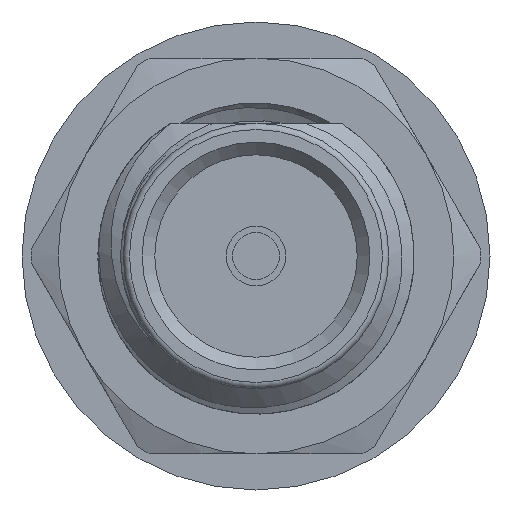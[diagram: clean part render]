
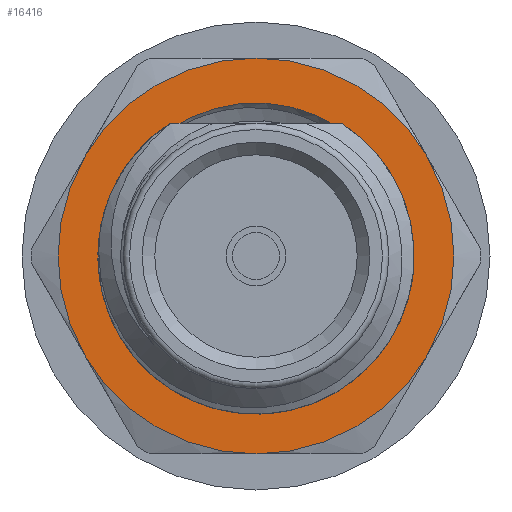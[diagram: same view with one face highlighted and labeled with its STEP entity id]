
A CAD part, left-side view. The second image highlights one B-rep face of the part: STEP entity #16416.
In plain terms, the highlighted planar face has unit normal (-1, 0, 0).
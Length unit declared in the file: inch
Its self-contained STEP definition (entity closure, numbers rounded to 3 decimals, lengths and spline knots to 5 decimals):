
#107 = CIRCLE ( 'NONE', #7736, 0.125 ) ;
#149 = AXIS2_PLACEMENT_3D ( 'NONE', #4463, #2747, #24794 ) ;
#167 = EDGE_CURVE ( 'NONE', #1255, #4167, #5105, .T. ) ;
#540 = AXIS2_PLACEMENT_3D ( 'NONE', #10512, #12242, #24456 ) ;
#796 = VERTEX_POINT ( 'NONE', #25571 ) ;
#1255 = VERTEX_POINT ( 'NONE', #9175 ) ;
#1372 = DIRECTION ( 'NONE',  ( 1., 0., 0. ) ) ;
#1402 = CARTESIAN_POINT ( 'NONE',  ( 0.23839, 0., 0. ) ) ;
#1646 = CARTESIAN_POINT ( 'NONE',  ( 0.23839, 0.02173, -0.12095 ) ) ;
#1701 = EDGE_LOOP ( 'NONE', ( #25195, #11201, #14018, #5414, #25266, #22712 ) ) ;
#1816 = CARTESIAN_POINT ( 'NONE',  ( 0.23839, -0.13553, 0.07825 ) ) ;
#2168 = DIRECTION ( 'NONE',  ( -1., 0., 0. ) ) ;
#2233 = EDGE_CURVE ( 'NONE', #25666, #10079, #12542, .T. ) ;
#2547 = DIRECTION ( 'NONE',  ( 1., 0., 0. ) ) ;
#2574 = VERTEX_POINT ( 'NONE', #5733 ) ;
#2747 = DIRECTION ( 'NONE',  ( -1., 0., 0. ) ) ;
#3497 = CARTESIAN_POINT ( 'NONE',  ( 0.23839, 0.00039, -0.12102 ) ) ;
#3691 = CARTESIAN_POINT ( 'NONE',  ( 0.23839, 0.11671, 0.032 ) ) ;
#4167 = VERTEX_POINT ( 'NONE', #3691 ) ;
#4463 = CARTESIAN_POINT ( 'NONE',  ( 0.23839, 0., 0. ) ) ;
#4470 = CIRCLE ( 'NONE', #7455, 0.1565 ) ;
#4843 = CARTESIAN_POINT ( 'NONE',  ( 0.23839, 0., 0. ) ) ;
#5105 = B_SPLINE_CURVE_WITH_KNOTS ( 'NONE', 3,
 ( #18908, #13077, #22891, #25019, #6816, #23159 ),
 .UNSPECIFIED., .F., .F.,
 ( 4, 2, 4 ),
 ( 0., 0.5, 1. ),
 .UNSPECIFIED. ) ;
#5414 = ORIENTED_EDGE ( 'NONE', *, *, #13846, .T. ) ;
#5733 = CARTESIAN_POINT ( 'NONE',  ( 0.23839, 0., 0.1565 ) ) ;
#6036 = CIRCLE ( 'NONE', #540, 0.1565 ) ;
#6268 = VERTEX_POINT ( 'NONE', #12169 ) ;
#6515 = AXIS2_PLACEMENT_3D ( 'NONE', #23936, #1372, #15444 ) ;
#6816 = CARTESIAN_POINT ( 'NONE',  ( 0.23839, 0.12034, 0.02147 ) ) ;
#6836 = DIRECTION ( 'NONE',  ( 1., 0., 0. ) ) ;
#7068 = DIRECTION ( 'NONE',  ( 0., -0.5, 0.866 ) ) ;
#7103 = DIRECTION ( 'NONE',  ( -1., 0., 0. ) ) ;
#7335 = DIRECTION ( 'NONE',  ( 1., 0., 0. ) ) ;
#7455 = AXIS2_PLACEMENT_3D ( 'NONE', #1402, #25570, #21574 ) ;
#7484 = CARTESIAN_POINT ( 'NONE',  ( 0.23839, 0.0625, -0.10825 ) ) ;
#7736 = AXIS2_PLACEMENT_3D ( 'NONE', #4843, #6836, #12964 ) ;
#7818 = CIRCLE ( 'NONE', #25646, 0.1565 ) ;
#8156 = B_SPLINE_CURVE_WITH_KNOTS ( 'NONE', 3,
 ( #3497, #12000, #1646, #15850, #11601, #7484 ),
 .UNSPECIFIED., .F., .F.,
 ( 4, 2, 4 ),
 ( 0., 0.5, 1. ),
 .UNSPECIFIED. ) ;
#8268 = VERTEX_POINT ( 'NONE', #11423 ) ;
#8735 = EDGE_CURVE ( 'NONE', #20677, #1255, #107, .T. ) ;
#9175 = CARTESIAN_POINT ( 'NONE',  ( 0.23839, 0.12044, -0.03345 ) ) ;
#9985 = PLANE ( 'NONE',  #6515 ) ;
#10079 = VERTEX_POINT ( 'NONE', #15596 ) ;
#10118 = EDGE_CURVE ( 'NONE', #8268, #20677, #8156, .T. ) ;
#10383 = AXIS2_PLACEMENT_3D ( 'NONE', #22726, #2547, #23349 ) ;
#10512 = CARTESIAN_POINT ( 'NONE',  ( 0.23839, 0., 0. ) ) ;
#10831 = EDGE_CURVE ( 'NONE', #796, #14838, #6036, .T. ) ;
#11201 = ORIENTED_EDGE ( 'NONE', *, *, #15073, .T. ) ;
#11423 = CARTESIAN_POINT ( 'NONE',  ( 0.23839, 0.00039, -0.12102 ) ) ;
#11587 = AXIS2_PLACEMENT_3D ( 'NONE', #20476, #2168, #12006 ) ;
#11601 = CARTESIAN_POINT ( 'NONE',  ( 0.23839, 0.05288, -0.11312 ) ) ;
#12000 = CARTESIAN_POINT ( 'NONE',  ( 0.23839, 0.01111, -0.12169 ) ) ;
#12006 = DIRECTION ( 'NONE',  ( 0., -0.5, 0.866 ) ) ;
#12169 = CARTESIAN_POINT ( 'NONE',  ( 0.23839, 0., -0.1565 ) ) ;
#12242 = DIRECTION ( 'NONE',  ( -1., 0., 0. ) ) ;
#12542 = CIRCLE ( 'NONE', #13814, 0.1565 ) ;
#12964 = DIRECTION ( 'NONE',  ( 0., -0.5, 0.866 ) ) ;
#13077 = CARTESIAN_POINT ( 'NONE',  ( 0.23839, 0.12274, -0.02259 ) ) ;
#13704 = CIRCLE ( 'NONE', #11587, 0.1565 ) ;
#13814 = AXIS2_PLACEMENT_3D ( 'NONE', #17431, #7335, #7068 ) ;
#13846 = EDGE_CURVE ( 'NONE', #14838, #6268, #13704, .T. ) ;
#14018 = ORIENTED_EDGE ( 'NONE', *, *, #10831, .T. ) ;
#14617 = CIRCLE ( 'NONE', #10383, 0.12102 ) ;
#14838 = VERTEX_POINT ( 'NONE', #23161 ) ;
#14959 = DIRECTION ( 'NONE',  ( 0., -0.5, 0.866 ) ) ;
#15073 = EDGE_CURVE ( 'NONE', #2574, #796, #23048, .T. ) ;
#15444 = DIRECTION ( 'NONE',  ( 0., 1., 0. ) ) ;
#15596 = CARTESIAN_POINT ( 'NONE',  ( 0.23839, -0.13553, -0.07825 ) ) ;
#15834 = FACE_BOUND ( 'NONE', #19063, .T. ) ;
#15850 = CARTESIAN_POINT ( 'NONE',  ( 0.23839, 0.04281, -0.11663 ) ) ;
#16416 = ADVANCED_FACE ( 'NONE', ( #15834, #21803 ), #9985, .F. ) ;
#16830 = ORIENTED_EDGE ( 'NONE', *, *, #167, .T. ) ;
#17431 = CARTESIAN_POINT ( 'NONE',  ( 0.23839, 0., 0. ) ) ;
#17992 = ORIENTED_EDGE ( 'NONE', *, *, #8735, .T. ) ;
#18065 = CARTESIAN_POINT ( 'NONE',  ( 0.23839, 0.0625, -0.10825 ) ) ;
#18908 = CARTESIAN_POINT ( 'NONE',  ( 0.23839, 0.12044, -0.03345 ) ) ;
#19063 = EDGE_LOOP ( 'NONE', ( #17992, #16830, #25128, #26154 ) ) ;
#19482 = EDGE_CURVE ( 'NONE', #6268, #10079, #7818, .T. ) ;
#20476 = CARTESIAN_POINT ( 'NONE',  ( 0.23839, 0., 0. ) ) ;
#20572 = EDGE_CURVE ( 'NONE', #4167, #8268, #14617, .T. ) ;
#20677 = VERTEX_POINT ( 'NONE', #18065 ) ;
#21574 = DIRECTION ( 'NONE',  ( 0., -0.5, 0.866 ) ) ;
#21803 = FACE_OUTER_BOUND ( 'NONE', #1701, .T. ) ;
#22712 = ORIENTED_EDGE ( 'NONE', *, *, #2233, .F. ) ;
#22726 = CARTESIAN_POINT ( 'NONE',  ( 0.23839, 0., 0. ) ) ;
#22891 = CARTESIAN_POINT ( 'NONE',  ( 0.23839, 0.12361, -0.01163 ) ) ;
#23048 = CIRCLE ( 'NONE', #149, 0.1565 ) ;
#23159 = CARTESIAN_POINT ( 'NONE',  ( 0.23839, 0.11671, 0.032 ) ) ;
#23161 = CARTESIAN_POINT ( 'NONE',  ( 0.23839, 0.13553, -0.07825 ) ) ;
#23349 = DIRECTION ( 'NONE',  ( 0., 0.5, -0.866 ) ) ;
#23936 = CARTESIAN_POINT ( 'NONE',  ( 0.23839, 0., 0. ) ) ;
#24456 = DIRECTION ( 'NONE',  ( 0., -0.5, 0.866 ) ) ;
#24794 = DIRECTION ( 'NONE',  ( 0., -0.5, 0.866 ) ) ;
#25019 = CARTESIAN_POINT ( 'NONE',  ( 0.23839, 0.12244, 0.01064 ) ) ;
#25128 = ORIENTED_EDGE ( 'NONE', *, *, #20572, .T. ) ;
#25195 = ORIENTED_EDGE ( 'NONE', *, *, #26099, .T. ) ;
#25266 = ORIENTED_EDGE ( 'NONE', *, *, #19482, .T. ) ;
#25308 = CARTESIAN_POINT ( 'NONE',  ( 0.23839, 0., 0. ) ) ;
#25570 = DIRECTION ( 'NONE',  ( -1., 0., 0. ) ) ;
#25571 = CARTESIAN_POINT ( 'NONE',  ( 0.23839, 0.13553, 0.07825 ) ) ;
#25646 = AXIS2_PLACEMENT_3D ( 'NONE', #25308, #7103, #14959 ) ;
#25666 = VERTEX_POINT ( 'NONE', #1816 ) ;
#26099 = EDGE_CURVE ( 'NONE', #25666, #2574, #4470, .T. ) ;
#26154 = ORIENTED_EDGE ( 'NONE', *, *, #10118, .T. ) ;
